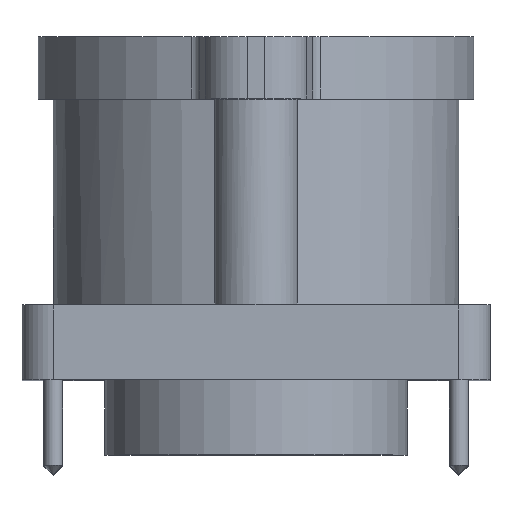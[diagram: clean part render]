
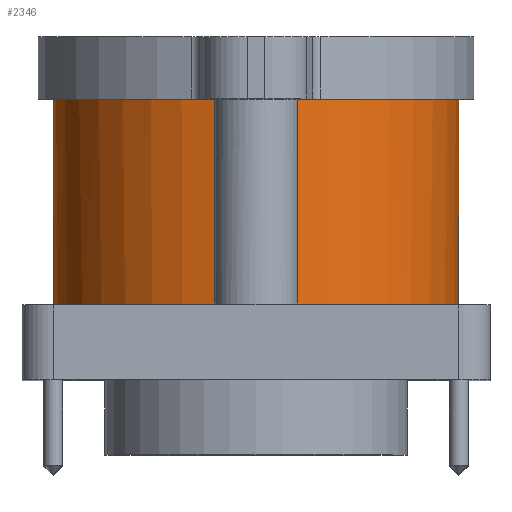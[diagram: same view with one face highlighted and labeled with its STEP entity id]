
A CAD part, top view. The second image highlights one B-rep face of the part: STEP entity #2346.
In plain terms, the highlighted cylindrical face has radius 32.5 mm (diameter 65 mm), a partial arc.
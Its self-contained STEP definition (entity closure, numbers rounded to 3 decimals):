
#251=FACE_OUTER_BOUND('',#409,.T.);
#409=EDGE_LOOP('',(#1957,#1958,#1959,#1960,#1961,#1962,#1963,#1964,#1965,
#1966,#1967,#1968,#1969,#1970,#1971,#1972));
#581=LINE('',#3887,#778);
#587=LINE('',#3900,#784);
#591=LINE('',#3910,#788);
#592=LINE('',#3914,#789);
#593=LINE('',#3918,#790);
#594=LINE('',#3922,#791);
#595=LINE('',#3926,#792);
#596=LINE('',#3930,#793);
#778=VECTOR('',#3188,10.);
#784=VECTOR('',#3200,10.);
#788=VECTOR('',#3208,10.);
#789=VECTOR('',#3211,10.);
#790=VECTOR('',#3214,10.);
#791=VECTOR('',#3217,10.);
#792=VECTOR('',#3220,10.);
#793=VECTOR('',#3223,10.);
#947=CIRCLE('',#2599,32.5);
#948=CIRCLE('',#2602,32.5);
#949=CIRCLE('',#2603,32.5);
#950=CIRCLE('',#2604,32.5);
#951=CIRCLE('',#2605,32.5);
#952=CIRCLE('',#2606,32.5);
#953=CIRCLE('',#2607,32.5);
#954=CIRCLE('',#2608,32.5);
#1128=VERTEX_POINT('',#3885);
#1129=VERTEX_POINT('',#3886);
#1132=VERTEX_POINT('',#3895);
#1133=VERTEX_POINT('',#3899);
#1136=VERTEX_POINT('',#3907);
#1137=VERTEX_POINT('',#3909);
#1138=VERTEX_POINT('',#3911);
#1139=VERTEX_POINT('',#3913);
#1140=VERTEX_POINT('',#3915);
#1141=VERTEX_POINT('',#3917);
#1142=VERTEX_POINT('',#3919);
#1143=VERTEX_POINT('',#3921);
#1144=VERTEX_POINT('',#3923);
#1145=VERTEX_POINT('',#3925);
#1146=VERTEX_POINT('',#3927);
#1147=VERTEX_POINT('',#3929);
#1419=EDGE_CURVE('',#1128,#1129,#581,.T.);
#1425=EDGE_CURVE('',#1129,#1132,#947,.T.);
#1426=EDGE_CURVE('',#1132,#1133,#587,.T.);
#1430=EDGE_CURVE('',#1133,#1136,#948,.T.);
#1431=EDGE_CURVE('',#1137,#1136,#591,.T.);
#1432=EDGE_CURVE('',#1138,#1137,#949,.T.);
#1433=EDGE_CURVE('',#1138,#1139,#592,.T.);
#1434=EDGE_CURVE('',#1139,#1140,#950,.T.);
#1435=EDGE_CURVE('',#1141,#1140,#593,.T.);
#1436=EDGE_CURVE('',#1142,#1141,#951,.T.);
#1437=EDGE_CURVE('',#1142,#1143,#594,.T.);
#1438=EDGE_CURVE('',#1143,#1144,#952,.T.);
#1439=EDGE_CURVE('',#1144,#1145,#595,.T.);
#1440=EDGE_CURVE('',#1146,#1145,#953,.T.);
#1441=EDGE_CURVE('',#1146,#1147,#596,.T.);
#1442=EDGE_CURVE('',#1147,#1128,#954,.T.);
#1957=ORIENTED_EDGE('',*,*,#1419,.T.);
#1958=ORIENTED_EDGE('',*,*,#1425,.T.);
#1959=ORIENTED_EDGE('',*,*,#1426,.T.);
#1960=ORIENTED_EDGE('',*,*,#1430,.T.);
#1961=ORIENTED_EDGE('',*,*,#1431,.F.);
#1962=ORIENTED_EDGE('',*,*,#1432,.F.);
#1963=ORIENTED_EDGE('',*,*,#1433,.T.);
#1964=ORIENTED_EDGE('',*,*,#1434,.T.);
#1965=ORIENTED_EDGE('',*,*,#1435,.F.);
#1966=ORIENTED_EDGE('',*,*,#1436,.F.);
#1967=ORIENTED_EDGE('',*,*,#1437,.T.);
#1968=ORIENTED_EDGE('',*,*,#1438,.T.);
#1969=ORIENTED_EDGE('',*,*,#1439,.T.);
#1970=ORIENTED_EDGE('',*,*,#1440,.F.);
#1971=ORIENTED_EDGE('',*,*,#1441,.T.);
#1972=ORIENTED_EDGE('',*,*,#1442,.T.);
#2228=CYLINDRICAL_SURFACE('',#2601,32.5);
#2346=ADVANCED_FACE('',(#251),#2228,.T.);
#2599=AXIS2_PLACEMENT_3D('',#3897,#3196,#3197);
#2601=AXIS2_PLACEMENT_3D('',#3906,#3204,#3205);
#2602=AXIS2_PLACEMENT_3D('',#3908,#3206,#3207);
#2603=AXIS2_PLACEMENT_3D('',#3912,#3209,#3210);
#2604=AXIS2_PLACEMENT_3D('',#3916,#3212,#3213);
#2605=AXIS2_PLACEMENT_3D('',#3920,#3215,#3216);
#2606=AXIS2_PLACEMENT_3D('',#3924,#3218,#3219);
#2607=AXIS2_PLACEMENT_3D('',#3928,#3221,#3222);
#2608=AXIS2_PLACEMENT_3D('',#3931,#3224,#3225);
#3188=DIRECTION('',(0.,-1.,0.));
#3196=DIRECTION('center_axis',(0.,-1.,0.));
#3197=DIRECTION('ref_axis',(0.205,0.,0.979));
#3200=DIRECTION('',(0.,1.,0.));
#3204=DIRECTION('center_axis',(0.,1.,0.));
#3205=DIRECTION('ref_axis',(0.,0.,-1.));
#3206=DIRECTION('center_axis',(0.,-1.,0.));
#3207=DIRECTION('ref_axis',(0.205,0.,0.979));
#3208=DIRECTION('',(0.,1.,0.));
#3209=DIRECTION('center_axis',(0.,-1.,0.));
#3210=DIRECTION('ref_axis',(0.205,0.,0.979));
#3211=DIRECTION('',(0.,1.,0.));
#3212=DIRECTION('center_axis',(0.,1.,0.));
#3213=DIRECTION('ref_axis',(0.205,0.,0.979));
#3214=DIRECTION('',(0.,1.,0.));
#3215=DIRECTION('center_axis',(0.,-1.,0.));
#3216=DIRECTION('ref_axis',(-0.569,0.,0.822));
#3217=DIRECTION('',(0.,1.,0.));
#3218=DIRECTION('center_axis',(0.,1.,0.));
#3219=DIRECTION('ref_axis',(0.205,0.,0.979));
#3220=DIRECTION('',(0.,-1.,0.));
#3221=DIRECTION('center_axis',(0.,-1.,0.));
#3222=DIRECTION('ref_axis',(0.205,0.,0.979));
#3223=DIRECTION('',(0.,1.,0.));
#3224=DIRECTION('center_axis',(0.,-1.,0.));
#3225=DIRECTION('ref_axis',(0.205,0.,0.979));
#3885=CARTESIAN_POINT('',(-17.,45.,-27.699));
#3886=CARTESIAN_POINT('',(-17.,28.504,-27.699));
#3887=CARTESIAN_POINT('',(-17.,12.,-27.699));
#3895=CARTESIAN_POINT('',(17.,28.504,-27.699));
#3897=CARTESIAN_POINT('Origin',(0.,28.504,0.));
#3899=CARTESIAN_POINT('',(17.,45.,-27.699));
#3900=CARTESIAN_POINT('',(17.,12.,-27.699));
#3906=CARTESIAN_POINT('Origin',(0.,12.,0.));
#3907=CARTESIAN_POINT('',(6.65,45.,31.812));
#3908=CARTESIAN_POINT('Origin',(0.,45.,0.));
#3909=CARTESIAN_POINT('',(6.65,12.,31.812));
#3910=CARTESIAN_POINT('',(6.65,12.,31.812));
#3911=CARTESIAN_POINT('',(23.,12.,-22.962));
#3912=CARTESIAN_POINT('Origin',(0.,12.,0.));
#3913=CARTESIAN_POINT('',(23.,40.,-22.962));
#3914=CARTESIAN_POINT('',(23.,12.,-22.962));
#3915=CARTESIAN_POINT('',(18.5,40.,-26.721));
#3916=CARTESIAN_POINT('Origin',(0.,40.,0.));
#3917=CARTESIAN_POINT('',(18.5,23.,-26.721));
#3918=CARTESIAN_POINT('',(18.5,23.,-26.721));
#3919=CARTESIAN_POINT('',(-18.5,23.,-26.721));
#3920=CARTESIAN_POINT('Origin',(0.,23.,0.));
#3921=CARTESIAN_POINT('',(-18.5,40.,-26.721));
#3922=CARTESIAN_POINT('',(-18.5,23.,-26.721));
#3923=CARTESIAN_POINT('',(-23.,40.,-22.962));
#3924=CARTESIAN_POINT('Origin',(0.,40.,0.));
#3925=CARTESIAN_POINT('',(-23.,12.,-22.962));
#3926=CARTESIAN_POINT('',(-23.,12.,-22.962));
#3927=CARTESIAN_POINT('',(-6.65,12.,31.812));
#3928=CARTESIAN_POINT('Origin',(0.,12.,0.));
#3929=CARTESIAN_POINT('',(-6.65,45.,31.812));
#3930=CARTESIAN_POINT('',(-6.65,12.,31.812));
#3931=CARTESIAN_POINT('Origin',(0.,45.,0.));
